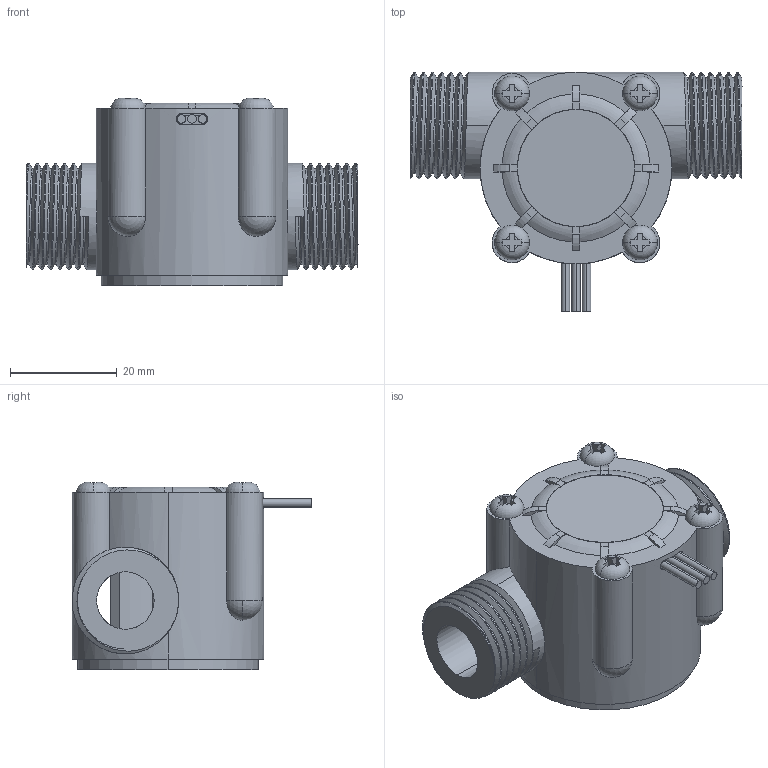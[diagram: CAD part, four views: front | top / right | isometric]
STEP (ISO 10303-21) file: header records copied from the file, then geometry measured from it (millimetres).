
FILE_DESCRIPTION (( 'STEP AP214' ), '1' );
FILE_NAME ('Water Flow Sensor YF-S201.STEP', '2020-04-30T06:19:20', ( '' ), ( '' ), 'SwSTEP 2.0', 'SolidWorks 2012', '' );
FILE_SCHEMA (( 'AUTOMOTIVE_DESIGN' ));
Length unit declared in the file: millimetre
Products named in the file (1): Water Flow Sensor YF-S201
Bounding box: 62.3 x 45 x 35.2 mm (x, y, z)
Volume: 25587.6 mm3; surface area: 17895.1 mm2
Topology: 9 solids, 9 shells, 311 faces, 850 edges, 566 vertices
Faces by surface type: plane 152, cylinder 133, torus 16, bspline 6, sphere 4
Entity records: 14259 total; most frequent: CARTESIAN_POINT 6433, ORIENTED_EDGE 1692, DIRECTION 1551, EDGE_CURVE 846, AXIS2_PLACEMENT_3D 572, VERTEX_POINT 564, VECTOR 407, LINE 407
